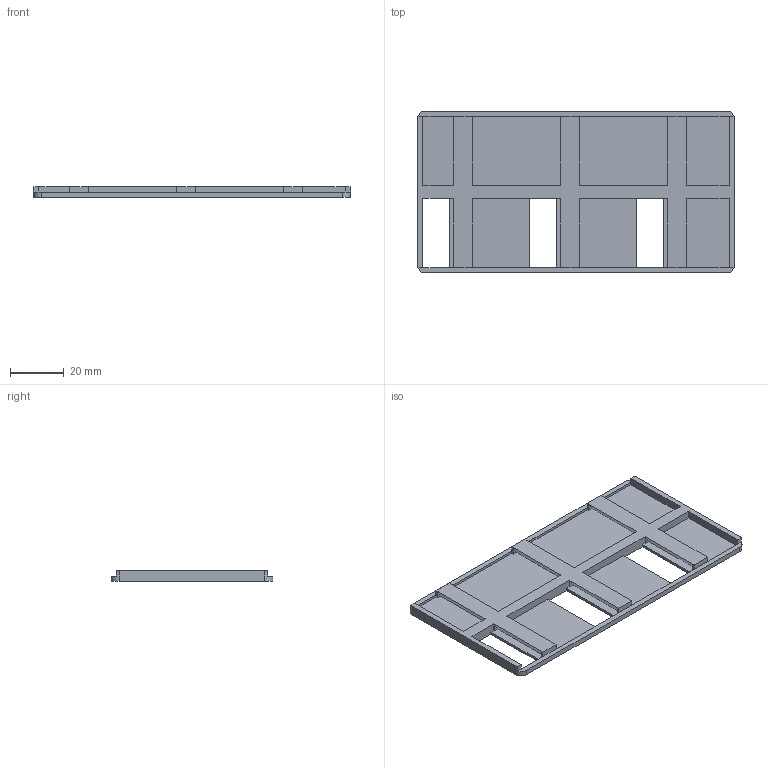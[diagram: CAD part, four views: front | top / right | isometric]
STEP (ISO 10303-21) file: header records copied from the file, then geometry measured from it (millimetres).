
FILE_DESCRIPTION(/* description */ ('','CAx-IF Rec.Pracs.---Representation and Presentation of Product Manufacturing Information (PMI)---4.0---2014-10-13'),/* implementation_level */ '2;1');
FILE_NAME(/* name */ 'Center Cover 1x3 v4.step',/* time_stamp */ '2025-02-21T13:44:35+01:00',/* author */ (''),/* organization */ (''),/* preprocessor_version */ 'ST-DEVELOPER v20',/* originating_system */ 'Autodesk Translation Framework v13.20.0.188',/* authorisation */ '');
FILE_SCHEMA (('AP242_MANAGED_MODEL_BASED_3D_ENGINEERING_MIM_LF { 1 0 10303 442 1 1 4 }'));
Length unit declared in the file: millimetre
Products named in the file (1): Center Cover 1x3
Bounding box: 118.5 x 60.5 x 4 mm (x, y, z)
Volume: 11567.7 mm3; surface area: 16726.7 mm2
Topology: 1 solids, 1 shells, 117 faces, 314 edges, 196 vertices
Faces by surface type: plane 113, cylinder 4
Entity records: 3585 total; most frequent: ORIENTED_EDGE 628, CARTESIAN_POINT 628, DIRECTION 562, EDGE_CURVE 314, LINE 302, VECTOR 302, VERTEX_POINT 196, AXIS2_PLACEMENT_3D 130
